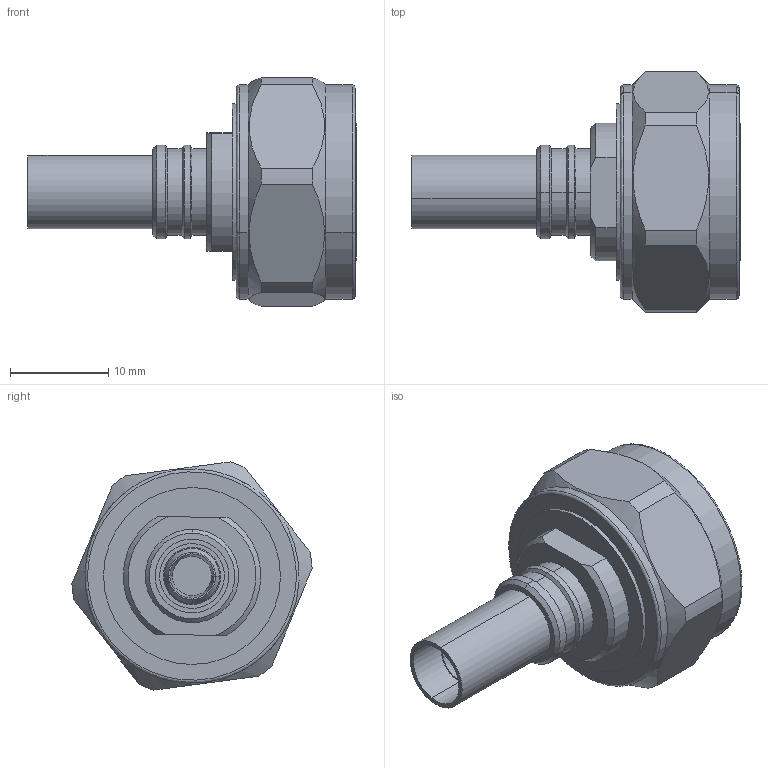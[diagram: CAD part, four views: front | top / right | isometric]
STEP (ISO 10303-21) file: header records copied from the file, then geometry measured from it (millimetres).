
FILE_DESCRIPTION (( 'STEP AP203' ), '1' );
FILE_NAME ('3190-6385(TC-240-4310M-X).STEP', '2020-09-21T03:15:33', ( '' ), ( '' ), 'SwSTEP 2.0', 'SolidWorks 2017', '' );
FILE_SCHEMA (( 'CONFIG_CONTROL_DESIGN' ));
Length unit declared in the file: millimetre
Products named in the file (1): 3190-6385(TC-240-4310M-X)
Bounding box: 33.4 x 24.45 x 23.23 mm (x, y, z)
Volume: 4351.3 mm3; surface area: 4205.1 mm2
Topology: 1 solids, 1 shells, 166 faces, 372 edges, 224 vertices
Faces by surface type: cylinder 62, cone 58, plane 26, bspline 20
Entity records: 5300 total; most frequent: CARTESIAN_POINT 1509, DIRECTION 844, ORIENTED_EDGE 744, EDGE_CURVE 372, AXIS2_PLACEMENT_3D 357, VERTEX_POINT 224, CIRCLE 210, EDGE_LOOP 182
